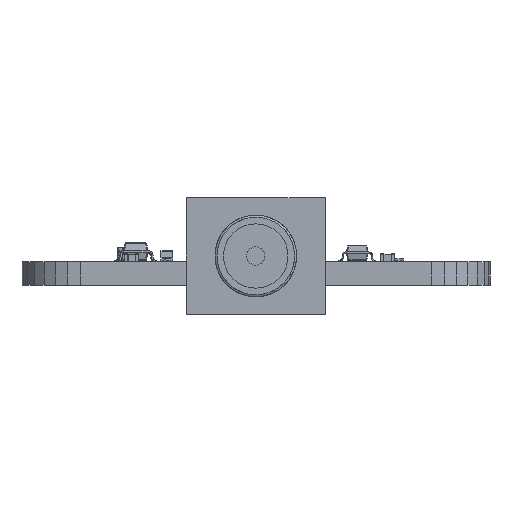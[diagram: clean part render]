
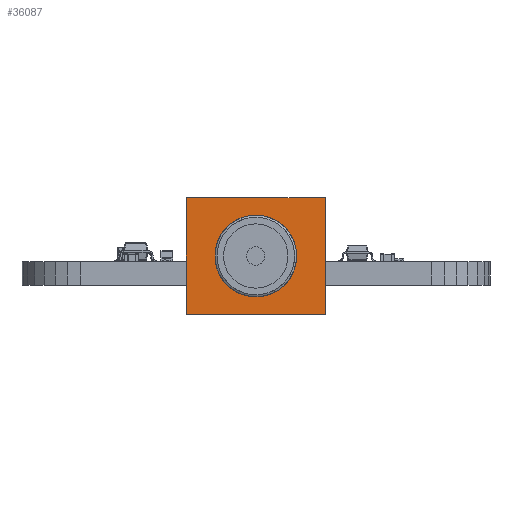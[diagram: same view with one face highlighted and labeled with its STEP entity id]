
A CAD part, left-side view. The second image highlights one B-rep face of the part: STEP entity #36087.
In plain terms, the highlighted face is planar.
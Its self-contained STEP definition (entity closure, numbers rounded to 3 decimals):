
#36005 = VERTEX_POINT('',#36006);
#36006 = CARTESIAN_POINT('',(-2.65,0.,0.));
#36012 = EDGE_CURVE('',#36005,#36013,#36015,.T.);
#36013 = VERTEX_POINT('',#36014);
#36014 = CARTESIAN_POINT('',(2.65,0.,0.));
#36015 = CIRCLE('',#36016,2.65);
#36016 = AXIS2_PLACEMENT_3D('',#36017,#36018,#36019);
#36017 = CARTESIAN_POINT('',(0.,0.,0.));
#36018 = DIRECTION('',(0.,0.,-1.));
#36019 = DIRECTION('',(-1.,0.,0.));
#36076 = EDGE_CURVE('',#36013,#36005,#36077,.T.);
#36077 = CIRCLE('',#36078,2.65);
#36078 = AXIS2_PLACEMENT_3D('',#36079,#36080,#36081);
#36079 = CARTESIAN_POINT('',(0.,0.,0.));
#36080 = DIRECTION('',(0.,0.,-1.));
#36081 = DIRECTION('',(-1.,0.,0.));
#36087 = ADVANCED_FACE('',(#36088,#36092),#36126,.F.);
#36088 = FACE_BOUND('',#36089,.T.);
#36089 = EDGE_LOOP('',(#36090,#36091));
#36090 = ORIENTED_EDGE('',*,*,#36076,.F.);
#36091 = ORIENTED_EDGE('',*,*,#36012,.F.);
#36092 = FACE_BOUND('',#36093,.T.);
#36093 = EDGE_LOOP('',(#36094,#36104,#36112,#36120));
#36094 = ORIENTED_EDGE('',*,*,#36095,.F.);
#36095 = EDGE_CURVE('',#36096,#36098,#36100,.T.);
#36096 = VERTEX_POINT('',#36097);
#36097 = CARTESIAN_POINT('',(4.75,-4.,0.));
#36098 = VERTEX_POINT('',#36099);
#36099 = CARTESIAN_POINT('',(4.75,4.,0.));
#36100 = LINE('',#36101,#36102);
#36101 = CARTESIAN_POINT('',(4.75,4.,0.));
#36102 = VECTOR('',#36103,1.);
#36103 = DIRECTION('',(0.,1.,0.));
#36104 = ORIENTED_EDGE('',*,*,#36105,.F.);
#36105 = EDGE_CURVE('',#36106,#36096,#36108,.T.);
#36106 = VERTEX_POINT('',#36107);
#36107 = CARTESIAN_POINT('',(-4.75,-4.,0.));
#36108 = LINE('',#36109,#36110);
#36109 = CARTESIAN_POINT('',(-4.75,-4.,0.));
#36110 = VECTOR('',#36111,1.);
#36111 = DIRECTION('',(1.,0.,0.));
#36112 = ORIENTED_EDGE('',*,*,#36113,.F.);
#36113 = EDGE_CURVE('',#36114,#36106,#36116,.T.);
#36114 = VERTEX_POINT('',#36115);
#36115 = CARTESIAN_POINT('',(-4.75,4.,0.));
#36116 = LINE('',#36117,#36118);
#36117 = CARTESIAN_POINT('',(-4.75,4.,0.));
#36118 = VECTOR('',#36119,1.);
#36119 = DIRECTION('',(0.,-1.,0.));
#36120 = ORIENTED_EDGE('',*,*,#36121,.F.);
#36121 = EDGE_CURVE('',#36098,#36114,#36122,.T.);
#36122 = LINE('',#36123,#36124);
#36123 = CARTESIAN_POINT('',(-4.75,4.,0.));
#36124 = VECTOR('',#36125,1.);
#36125 = DIRECTION('',(-1.,0.,0.));
#36126 = PLANE('',#36127);
#36127 = AXIS2_PLACEMENT_3D('',#36128,#36129,#36130);
#36128 = CARTESIAN_POINT('',(0.,0.,0.));
#36129 = DIRECTION('',(0.,0.,1.));
#36130 = DIRECTION('',(1.,0.,0.));
